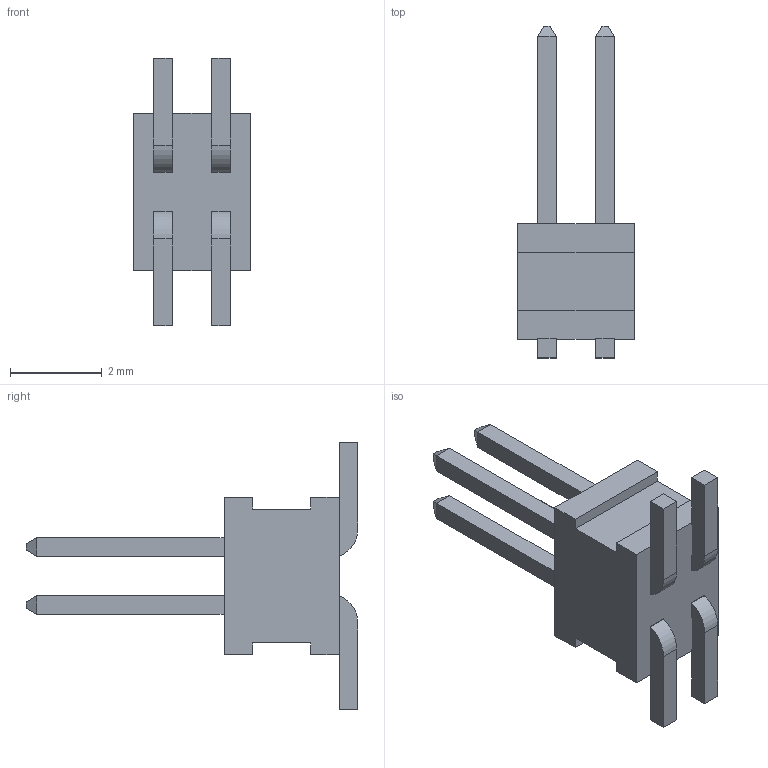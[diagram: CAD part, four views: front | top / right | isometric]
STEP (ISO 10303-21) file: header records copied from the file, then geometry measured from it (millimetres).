
FILE_DESCRIPTION( ( 'STEP AP214' ), '1' );
FILE_NAME( 'FTSH-102-05-F-DV.stp', '2021-01-30T19:40:55', ( 'License CC BY-ND 4.0' ), ( 'CADENAS' ), ' ', 'PARTsolutions', ' ' );
FILE_SCHEMA( ( 'AUTOMOTIVE_DESIGN { 1 0 10303 214 1 1 1 1 }' ) );
Length unit declared in the file: inch
Products named in the file (4): FTSH-102-05-F-DV; _FTSH-102-05-F-DV_body; _FTSH-102-05-F-DV_pins1; _FTSH-102-05-F-DV_pins2
Assembly tree (3 placements, depth 2):
  FTSH-102-05-F-DV
    _FTSH-102-05-F-DV_body
    _FTSH-102-05-F-DV_pins1
    _FTSH-102-05-F-DV_pins2
Bounding box: 2.54 x 7.24 x 5.84 mm (x, y, z)
Volume: 27.8 mm3; surface area: 131.7 mm2
Topology: 3 solids, 3 shells, 96 faces, 254 edges, 164 vertices
Faces by surface type: plane 92, cylinder 4
Entity records: 3752 total; most frequent: CARTESIAN_POINT 518, ORIENTED_EDGE 508, DIRECTION 462, EDGE_CURVE 254, LINE 246, VECTOR 246, VERTEX_POINT 164, AXIS2_PLACEMENT_3D 108
